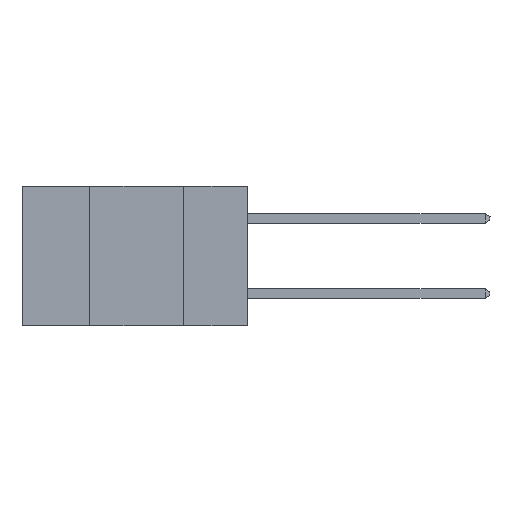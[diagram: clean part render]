
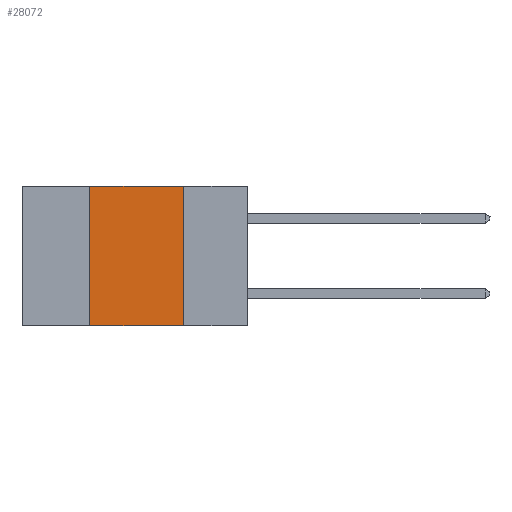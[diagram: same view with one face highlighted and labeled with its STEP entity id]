
A CAD part, left-side view. The second image highlights one B-rep face of the part: STEP entity #28072.
In plain terms, the highlighted planar face has unit normal (-1, 0, 0).
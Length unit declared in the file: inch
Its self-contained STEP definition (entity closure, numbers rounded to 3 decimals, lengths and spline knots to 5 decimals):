
#132 = CARTESIAN_POINT ( 'NONE',  ( 0., 0.17, -0.37 ) ) ;
#5951 = CARTESIAN_POINT ( 'NONE',  ( 0., 0.17, 0. ) ) ;
#6523 = CARTESIAN_POINT ( 'NONE',  ( 0., 0.6, 0. ) ) ;
#7059 = VECTOR ( 'NONE', #27693, 39.37008 ) ;
#7835 = ORIENTED_EDGE ( 'NONE', *, *, #10050, .F. ) ;
#8760 = DIRECTION ( 'NONE',  ( 0., -1., 0. ) ) ;
#8986 = DIRECTION ( 'NONE',  ( 1., 0., 0. ) ) ;
#9343 = ORIENTED_EDGE ( 'NONE', *, *, #18489, .T. ) ;
#9727 = VECTOR ( 'NONE', #13194, 39.37008 ) ;
#10050 = EDGE_CURVE ( 'NONE', #26707, #27780, #13711, .T. ) ;
#10122 = VERTEX_POINT ( 'NONE', #132 ) ;
#11444 = VECTOR ( 'NONE', #19124, 39.37008 ) ;
#12015 = VECTOR ( 'NONE', #8760, 39.37008 ) ;
#13194 = DIRECTION ( 'NONE',  ( 0., 0., -1. ) ) ;
#13219 = CARTESIAN_POINT ( 'NONE',  ( 0., 0.42, 0. ) ) ;
#13446 = LINE ( 'NONE', #25378, #7059 ) ;
#13711 = LINE ( 'NONE', #16312, #11444 ) ;
#13727 = EDGE_CURVE ( 'NONE', #27780, #10122, #16061, .T. ) ;
#14038 = FACE_OUTER_BOUND ( 'NONE', #25171, .T. ) ;
#16061 = LINE ( 'NONE', #5951, #9727 ) ;
#16312 = CARTESIAN_POINT ( 'NONE',  ( 0., 0.6, 0. ) ) ;
#18489 = EDGE_CURVE ( 'NONE', #28040, #10122, #27489, .T. ) ;
#19124 = DIRECTION ( 'NONE',  ( 0., -1., 0. ) ) ;
#20792 = PLANE ( 'NONE',  #26024 ) ;
#24465 = CARTESIAN_POINT ( 'NONE',  ( 0., 0.17, 0. ) ) ;
#25171 = EDGE_LOOP ( 'NONE', ( #25934, #7835, #27382, #9343 ) ) ;
#25280 = CARTESIAN_POINT ( 'NONE',  ( 0., 0.6, -0.37 ) ) ;
#25378 = CARTESIAN_POINT ( 'NONE',  ( 0., 0.42, 0. ) ) ;
#25494 = DIRECTION ( 'NONE',  ( 0., 0., -1. ) ) ;
#25934 = ORIENTED_EDGE ( 'NONE', *, *, #13727, .F. ) ;
#26024 = AXIS2_PLACEMENT_3D ( 'NONE', #6523, #8986, #25494 ) ;
#26707 = VERTEX_POINT ( 'NONE', #13219 ) ;
#27382 = ORIENTED_EDGE ( 'NONE', *, *, #29959, .F. ) ;
#27489 = LINE ( 'NONE', #25280, #12015 ) ;
#27608 = CARTESIAN_POINT ( 'NONE',  ( 0., 0.42, -0.37 ) ) ;
#27693 = DIRECTION ( 'NONE',  ( 0., 0., 1. ) ) ;
#27780 = VERTEX_POINT ( 'NONE', #24465 ) ;
#28040 = VERTEX_POINT ( 'NONE', #27608 ) ;
#28072 = ADVANCED_FACE ( 'NONE', ( #14038 ), #20792, .F. ) ;
#29959 = EDGE_CURVE ( 'NONE', #28040, #26707, #13446, .T. ) ;
